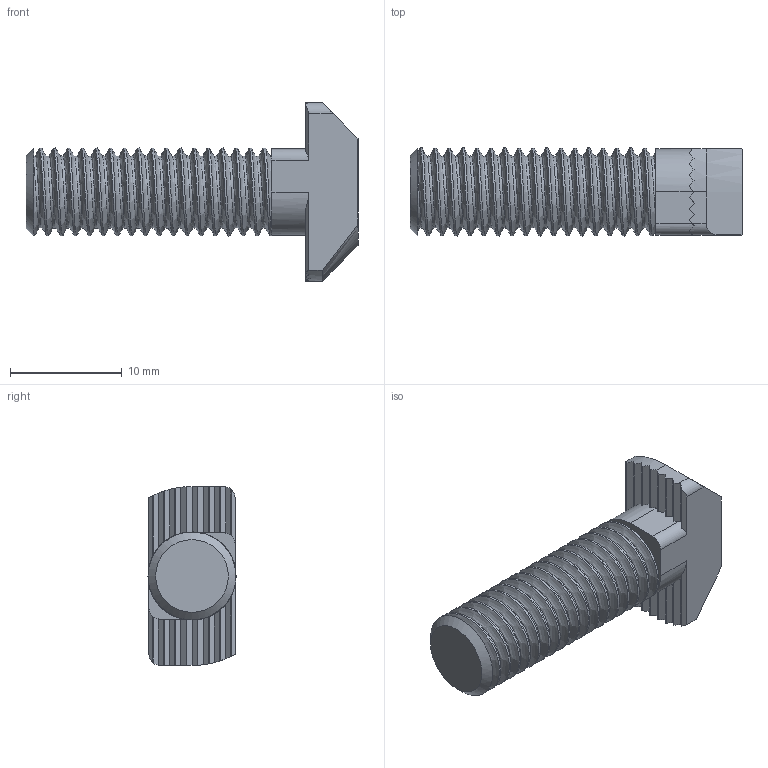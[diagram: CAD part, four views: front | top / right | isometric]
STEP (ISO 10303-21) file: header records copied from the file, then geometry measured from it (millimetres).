
FILE_DESCRIPTION(/* description */ (''),/* implementation_level */ '2;1');
FILE_NAME(/* name */ 'M8X20HHS-0 v1.step',/* time_stamp */ '2020-09-15T16:35:51-04:00',/* author */ (''),/* organization */ (''),/* preprocessor_version */ 'ST-DEVELOPER v18.1',/* originating_system */ 'Autodesk Translation Framework v9.3.0.1241',/* authorisation */ '');
FILE_SCHEMA (('AUTOMOTIVE_DESIGN { 1 0 10303 214 3 1 1 }'));
Length unit declared in the file: millimetre
Products named in the file (2): M8X20HHS-0; M8X25 Hammer Head 096HK0830M0825 v1
Assembly tree (1 placements, depth 2):
  M8X20HHS-0
    M8X25 Hammer Head 096HK0830M0825 v1
Bounding box: 29.7 x 7.88 x 16 mm (x, y, z)
Volume: 1510 mm3; surface area: 1312.2 mm2
Topology: 1 solids, 1 shells, 108 faces, 311 edges, 205 vertices
Faces by surface type: cylinder 60, plane 43, bspline 4, cone 1
Full cylindrical faces by diameter (mm): 6.446 x5, 7.866 x10
Entity records: 6125 total; most frequent: CARTESIAN_POINT 3253, ORIENTED_EDGE 622, DIRECTION 503, EDGE_CURVE 311, VERTEX_POINT 205, AXIS2_PLACEMENT_3D 183, LINE 137, VECTOR 137
